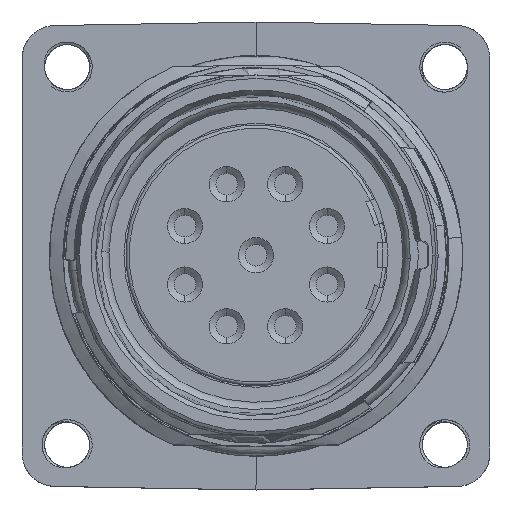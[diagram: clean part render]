
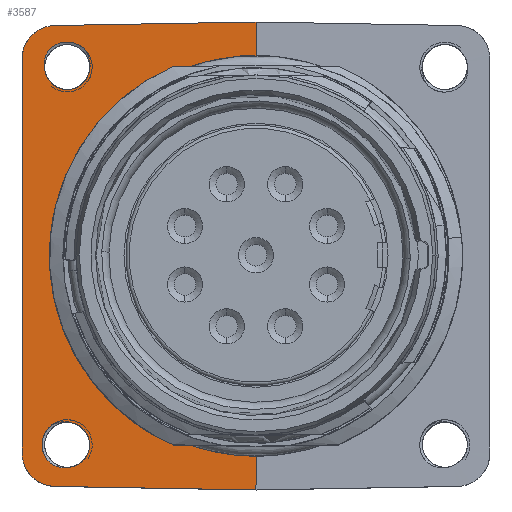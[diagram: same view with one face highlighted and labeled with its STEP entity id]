
A CAD part, top view. The second image highlights one B-rep face of the part: STEP entity #3587.
In plain terms, the highlighted planar face has unit normal (-0.004, 0, 1).
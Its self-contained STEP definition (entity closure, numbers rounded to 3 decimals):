
#132=ELLIPSE('',#12983,1.5,1.5);
#135=ELLIPSE('',#12987,1.5,1.5);
#149=ELLIPSE('',#13579,1.35,1.35);
#150=ELLIPSE('',#13580,1.35,1.35);
#151=ELLIPSE('',#13581,1.35,1.35);
#214=FACE_BOUND('',#5175,.T.);
#215=FACE_BOUND('',#5176,.T.);
#216=FACE_BOUND('',#5177,.T.);
#343=B_SPLINE_CURVE_WITH_KNOTS('',3,(#17544,#17545,#17546,#17547,#17548,
#17549,#17550,#17551,#17552,#17553),.UNSPECIFIED.,.F.,.F.,(4,2,2,2,4),(0.,
0.25,0.5,0.75,1.),.UNSPECIFIED.);
#355=B_SPLINE_CURVE_WITH_KNOTS('',3,(#17858,#17859,#17860,#17861),
 .UNSPECIFIED.,.F.,.F.,(4,4),(0.,1.),.UNSPECIFIED.);
#368=B_SPLINE_CURVE_WITH_KNOTS('',3,(#18282,#18283,#18284,#18285),
 .UNSPECIFIED.,.F.,.F.,(4,4),(0.,1.),.UNSPECIFIED.);
#383=B_SPLINE_CURVE_WITH_KNOTS('',3,(#18847,#18848,#18849,#18850),
 .UNSPECIFIED.,.F.,.F.,(4,4),(0.,1.),.UNSPECIFIED.);
#406=B_SPLINE_CURVE_WITH_KNOTS('',3,(#19341,#19342,#19343,#19344),
 .UNSPECIFIED.,.F.,.F.,(4,4),(0.,1.),.UNSPECIFIED.);
#1329=B_SPLINE_CURVE_WITH_KNOTS('',3,(#32140,#32141,#32142,#32143,#32144,
#32145),.UNSPECIFIED.,.F.,.F.,(4,2,4),(0.,0.5,1.),.UNSPECIFIED.);
#1331=B_SPLINE_CURVE_WITH_KNOTS('',3,(#32165,#32166,#32167,#32168,#32169,
#32170),.UNSPECIFIED.,.F.,.F.,(4,2,4),(0.,0.5,1.),.UNSPECIFIED.);
#1919=LINE('',#17600,#2485);
#1922=LINE('',#17615,#2488);
#2316=LINE('',#32127,#2882);
#2323=LINE('',#32174,#2889);
#2325=LINE('',#32179,#2891);
#2326=LINE('',#32180,#2892);
#2328=LINE('',#32198,#2894);
#2485=VECTOR('',#14325,1.);
#2488=VECTOR('',#14332,1.);
#2882=VECTOR('',#15974,1.);
#2889=VECTOR('',#15991,1.);
#2891=VECTOR('',#15999,1.);
#2892=VECTOR('',#16000,1.);
#2894=VECTOR('',#16014,1.);
#3587=ADVANCED_FACE('',(#214,#215,#216),#3788,.T.);
#3788=PLANE('',#13582);
#5175=EDGE_LOOP('',(#8885,#8886,#8887,#8888,#8889));
#5176=EDGE_LOOP('',(#8890,#8891,#8892,#8893));
#5177=EDGE_LOOP('',(#8894,#8895,#8896,#8897,#8898,#8899,#8900,#8901,#8902,
#8903));
#8885=ORIENTED_EDGE('',*,*,#10827,.F.);
#8886=ORIENTED_EDGE('',*,*,#12321,.F.);
#8887=ORIENTED_EDGE('',*,*,#12322,.F.);
#8888=ORIENTED_EDGE('',*,*,#10840,.F.);
#8889=ORIENTED_EDGE('',*,*,#10823,.F.);
#8890=ORIENTED_EDGE('',*,*,#10857,.F.);
#8891=ORIENTED_EDGE('',*,*,#10854,.F.);
#8892=ORIENTED_EDGE('',*,*,#10880,.F.);
#8893=ORIENTED_EDGE('',*,*,#12323,.F.);
#8894=ORIENTED_EDGE('',*,*,#12317,.T.);
#8895=ORIENTED_EDGE('',*,*,#12313,.T.);
#8896=ORIENTED_EDGE('',*,*,#12311,.F.);
#8897=ORIENTED_EDGE('',*,*,#12324,.T.);
#8898=ORIENTED_EDGE('',*,*,#12304,.F.);
#8899=ORIENTED_EDGE('',*,*,#12301,.T.);
#8900=ORIENTED_EDGE('',*,*,#12316,.T.);
#8901=ORIENTED_EDGE('',*,*,#10775,.T.);
#8902=ORIENTED_EDGE('',*,*,#10764,.F.);
#8903=ORIENTED_EDGE('',*,*,#10780,.T.);
#9379=VERTEX_POINT('',#17543);
#9380=VERTEX_POINT('',#17554);
#9387=VERTEX_POINT('',#17593);
#9388=VERTEX_POINT('',#17603);
#9422=VERTEX_POINT('',#17720);
#9423=VERTEX_POINT('',#17721);
#9426=VERTEX_POINT('',#17862);
#9438=VERTEX_POINT('',#18286);
#9451=VERTEX_POINT('',#18772);
#9452=VERTEX_POINT('',#18774);
#9454=VERTEX_POINT('',#18851);
#9475=VERTEX_POINT('',#19340);
#10399=VERTEX_POINT('',#32120);
#10400=VERTEX_POINT('',#32124);
#10402=VERTEX_POINT('',#32130);
#10406=VERTEX_POINT('',#32162);
#10407=VERTEX_POINT('',#32164);
#10408=VERTEX_POINT('',#32173);
#10410=VERTEX_POINT('',#32195);
#10764=EDGE_CURVE('',#9379,#9380,#343,.T.);
#10775=EDGE_CURVE('',#9387,#9380,#1919,.T.);
#10780=EDGE_CURVE('',#9379,#9388,#1922,.T.);
#10823=EDGE_CURVE('',#9422,#9423,#132,.T.);
#10827=EDGE_CURVE('',#9426,#9422,#355,.T.);
#10840=EDGE_CURVE('',#9423,#9438,#368,.T.);
#10854=EDGE_CURVE('',#9451,#9452,#135,.T.);
#10857=EDGE_CURVE('',#9452,#9454,#383,.T.);
#10880=EDGE_CURVE('',#9475,#9451,#406,.T.);
#12301=EDGE_CURVE('',#10400,#10399,#2316,.T.);
#12304=EDGE_CURVE('',#10400,#10402,#1329,.T.);
#12311=EDGE_CURVE('',#10407,#10406,#1331,.T.);
#12313=EDGE_CURVE('',#10408,#10406,#2323,.T.);
#12316=EDGE_CURVE('',#10399,#9387,#2325,.T.);
#12317=EDGE_CURVE('',#9388,#10408,#2326,.T.);
#12321=EDGE_CURVE('',#10410,#9426,#149,.T.);
#12322=EDGE_CURVE('',#9438,#10410,#150,.T.);
#12323=EDGE_CURVE('',#9454,#9475,#151,.T.);
#12324=EDGE_CURVE('',#10407,#10402,#2328,.T.);
#12983=AXIS2_PLACEMENT_3D('',#17719,#14423,#14424);
#12987=AXIS2_PLACEMENT_3D('',#18773,#14431,#14432);
#13579=AXIS2_PLACEMENT_3D('',#32194,#16008,#16009);
#13580=AXIS2_PLACEMENT_3D('',#32196,#16010,#16011);
#13581=AXIS2_PLACEMENT_3D('',#32197,#16012,#16013);
#13582=AXIS2_PLACEMENT_3D('',#32199,#16015,#16016);
#14325=DIRECTION('',(-1.,0.017,-0.003));
#14332=DIRECTION('',(1.,0.017,0.003));
#14423=DIRECTION('',(-0.003,0.,1.));
#14424=DIRECTION('',(-1.,0.,-0.003));
#14431=DIRECTION('',(-0.003,0.,1.));
#14432=DIRECTION('',(1.,0.,0.003));
#15974=DIRECTION('',(1.,-0.017,0.003));
#15991=DIRECTION('',(-1.,-0.017,-0.003));
#15999=DIRECTION('',(0.,1.,0.));
#16000=DIRECTION('',(0.,1.,0.));
#16008=DIRECTION('',(-0.003,0.,1.));
#16009=DIRECTION('',(1.,0.,0.003));
#16010=DIRECTION('',(-0.003,0.,1.));
#16011=DIRECTION('',(1.,0.,0.003));
#16012=DIRECTION('',(-0.003,0.,1.));
#16013=DIRECTION('',(1.,0.,0.003));
#16014=DIRECTION('',(0.,-1.,0.));
#16015=DIRECTION('',(-0.003,0.,1.));
#16016=DIRECTION('',(1.,0.,0.003));
#17543=CARTESIAN_POINT('',(-2.117,11.354,31.143));
#17544=CARTESIAN_POINT('',(-2.117,11.354,31.143));
#17545=CARTESIAN_POINT('',(-4.743,10.865,31.133));
#17546=CARTESIAN_POINT('',(-7.185,9.431,31.127));
#17547=CARTESIAN_POINT('',(-10.599,5.313,31.117));
#17548=CARTESIAN_POINT('',(-11.558,2.644,31.115));
#17549=CARTESIAN_POINT('',(-11.542,-2.712,31.115));
#17550=CARTESIAN_POINT('',(-10.567,-5.379,31.118));
#17551=CARTESIAN_POINT('',(-7.117,-9.484,31.127));
#17552=CARTESIAN_POINT('',(-4.654,-10.906,31.134));
#17553=CARTESIAN_POINT('',(-2.011,-11.374,31.143));
#17554=CARTESIAN_POINT('',(-2.011,-11.374,31.143));
#17593=CARTESIAN_POINT('',(0.,-11.409,31.15));
#17600=CARTESIAN_POINT('',(0.,-11.409,31.15));
#17603=CARTESIAN_POINT('',(0.,11.391,31.15));
#17615=CARTESIAN_POINT('',(-2.117,11.354,31.143));
#17719=CARTESIAN_POINT('',(-11.3,11.3,31.111));
#17720=CARTESIAN_POINT('',(-10.425,12.518,31.114));
#17721=CARTESIAN_POINT('',(-12.311,12.408,31.107));
#17858=CARTESIAN_POINT('',(-9.96,11.133,31.115));
#17859=CARTESIAN_POINT('',(-9.853,11.593,31.116));
#17860=CARTESIAN_POINT('',(-10.008,12.156,31.115));
#17861=CARTESIAN_POINT('',(-10.425,12.518,31.114));
#17862=CARTESIAN_POINT('',(-9.96,11.133,31.115));
#18282=CARTESIAN_POINT('',(-12.311,12.408,31.107));
#18283=CARTESIAN_POINT('',(-12.674,12.009,31.106));
#18284=CARTESIAN_POINT('',(-12.774,11.435,31.105));
#18285=CARTESIAN_POINT('',(-12.612,10.981,31.106));
#18286=CARTESIAN_POINT('',(-12.612,10.981,31.106));
#18772=CARTESIAN_POINT('',(-12.384,-10.264,31.107));
#18773=CARTESIAN_POINT('',(-11.3,-11.3,31.111));
#18774=CARTESIAN_POINT('',(-12.464,-12.246,31.106));
#18847=CARTESIAN_POINT('',(-12.464,-12.246,31.106));
#18848=CARTESIAN_POINT('',(-12.064,-12.662,31.108));
#18849=CARTESIAN_POINT('',(-11.438,-12.788,31.11));
#18850=CARTESIAN_POINT('',(-10.951,-12.604,31.112));
#18851=CARTESIAN_POINT('',(-10.951,-12.604,31.112));
#19340=CARTESIAN_POINT('',(-11.012,-9.981,31.112));
#19341=CARTESIAN_POINT('',(-11.012,-9.981,31.112));
#19342=CARTESIAN_POINT('',(-11.451,-9.832,31.11));
#19343=CARTESIAN_POINT('',(-11.996,-9.928,31.108));
#19344=CARTESIAN_POINT('',(-12.384,-10.264,31.107));
#32120=CARTESIAN_POINT('',(0.,-14.004,31.15));
#32124=CARTESIAN_POINT('',(-12.035,-13.794,31.108));
#32127=CARTESIAN_POINT('',(-12.035,-13.794,31.108));
#32130=CARTESIAN_POINT('',(-14.,-11.795,31.101));
#32140=CARTESIAN_POINT('',(-12.035,-13.794,31.108));
#32141=CARTESIAN_POINT('',(-12.553,-13.785,31.107));
#32142=CARTESIAN_POINT('',(-13.064,-13.566,31.106));
#32143=CARTESIAN_POINT('',(-13.789,-12.827,31.103));
#32144=CARTESIAN_POINT('',(-14.,-12.312,31.102));
#32145=CARTESIAN_POINT('',(-14.,-11.795,31.101));
#32162=CARTESIAN_POINT('',(-12.035,13.786,31.108));
#32164=CARTESIAN_POINT('',(-14.,11.786,31.101));
#32165=CARTESIAN_POINT('',(-14.,11.786,31.101));
#32166=CARTESIAN_POINT('',(-14.,12.304,31.102));
#32167=CARTESIAN_POINT('',(-13.789,12.818,31.103));
#32168=CARTESIAN_POINT('',(-13.064,13.557,31.106));
#32169=CARTESIAN_POINT('',(-12.553,13.777,31.107));
#32170=CARTESIAN_POINT('',(-12.035,13.786,31.108));
#32173=CARTESIAN_POINT('',(0.,13.996,31.15));
#32174=CARTESIAN_POINT('',(0.,13.996,31.15));
#32179=CARTESIAN_POINT('',(0.,-14.004,31.15));
#32180=CARTESIAN_POINT('',(0.,11.391,31.15));
#32194=CARTESIAN_POINT('',(-11.3,11.3,31.111));
#32195=CARTESIAN_POINT('',(-11.3,9.95,31.111));
#32196=CARTESIAN_POINT('',(-11.3,11.3,31.111));
#32197=CARTESIAN_POINT('',(-11.3,-11.3,31.111));
#32198=CARTESIAN_POINT('',(-14.,11.786,31.101));
#32199=CARTESIAN_POINT('',(-18.725,-27.75,31.085));
